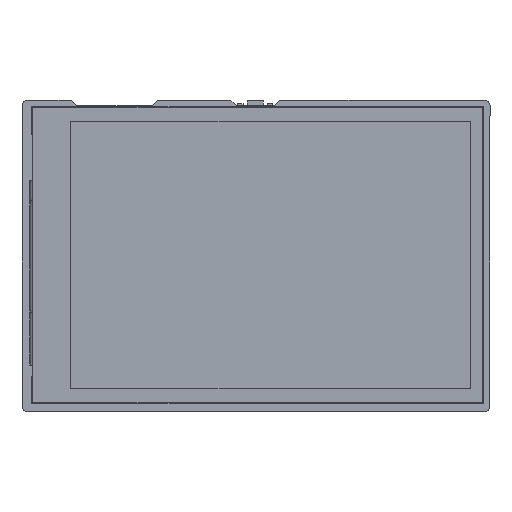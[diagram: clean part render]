
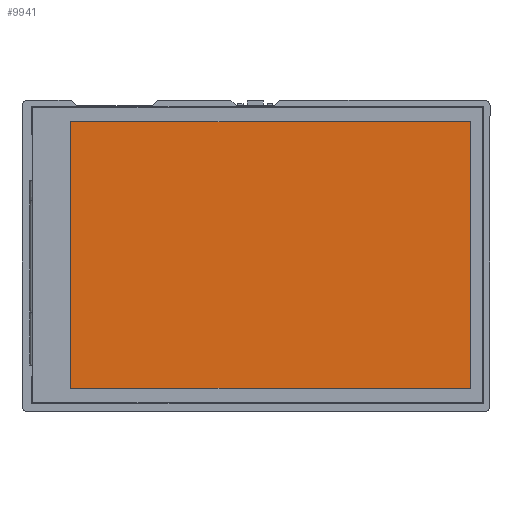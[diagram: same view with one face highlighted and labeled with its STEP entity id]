
A CAD part, top view. The second image highlights one B-rep face of the part: STEP entity #9941.
In plain terms, the highlighted planar face has unit normal (0, 0, 1).
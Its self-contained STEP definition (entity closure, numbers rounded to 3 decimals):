
#1870=DIRECTION('',(0.,-1.,0.));
#1871=VECTOR('',#1870,48.96);
#1872=CARTESIAN_POINT('',(-77.04,53.23,6.339));
#1873=LINE('',#1872,#1871);
#1877=DIRECTION('',(-1.,0.,0.));
#1878=VECTOR('',#1877,73.44);
#1879=CARTESIAN_POINT('',(-3.6,53.23,6.339));
#1880=LINE('',#1879,#1878);
#1884=DIRECTION('',(0.,1.,0.));
#1885=VECTOR('',#1884,48.96);
#1886=CARTESIAN_POINT('',(-3.6,4.27,6.339));
#1887=LINE('',#1886,#1885);
#1891=DIRECTION('',(1.,0.,0.));
#1892=VECTOR('',#1891,73.44);
#1893=CARTESIAN_POINT('',(-77.04,4.27,6.339));
#1894=LINE('',#1893,#1892);
#7878=CARTESIAN_POINT('',(-77.04,53.23,6.339));
#7879=CARTESIAN_POINT('',(-77.04,4.27,6.339));
#7880=VERTEX_POINT('',#7878);
#7881=VERTEX_POINT('',#7879);
#7882=CARTESIAN_POINT('',(-3.6,4.27,6.339));
#7883=VERTEX_POINT('',#7882);
#7884=CARTESIAN_POINT('',(-3.6,53.23,6.339));
#7885=VERTEX_POINT('',#7884);
#9930=CARTESIAN_POINT('',(0.,0.,6.339));
#9931=DIRECTION('',(0.,0.,1.));
#9932=DIRECTION('',(1.,0.,0.));
#9933=AXIS2_PLACEMENT_3D('',#9930,#9931,#9932);
#9934=PLANE('',#9933);
#9935=ORIENTED_EDGE('',*,*,#9882,.F.);
#9936=ORIENTED_EDGE('',*,*,#9897,.F.);
#9937=ORIENTED_EDGE('',*,*,#9911,.F.);
#9938=ORIENTED_EDGE('',*,*,#9924,.F.);
#9939=EDGE_LOOP('',(#9935,#9936,#9937,#9938));
#9940=FACE_OUTER_BOUND('',#9939,.F.);
#9941=ADVANCED_FACE('',(#9940),#9934,.T.);
#9882=EDGE_CURVE('',#7880,#7881,#1873,.T.);
#9897=EDGE_CURVE('',#7885,#7880,#1880,.T.);
#9911=EDGE_CURVE('',#7883,#7885,#1887,.T.);
#9924=EDGE_CURVE('',#7881,#7883,#1894,.T.);
